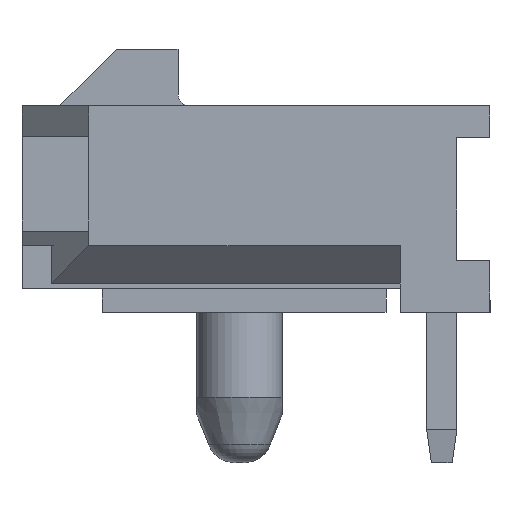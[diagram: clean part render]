
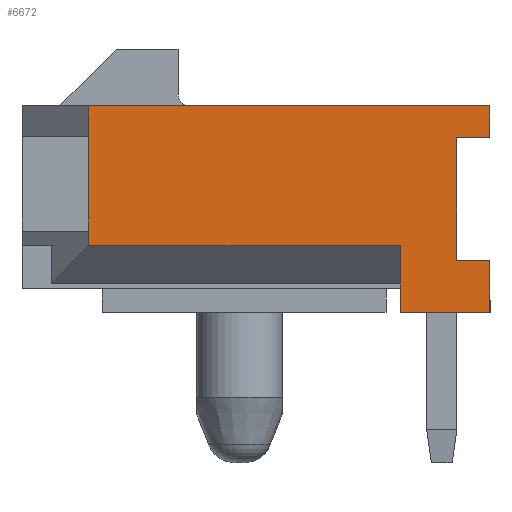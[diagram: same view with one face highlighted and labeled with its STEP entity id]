
A CAD part, left-side view. The second image highlights one B-rep face of the part: STEP entity #6672.
In plain terms, the highlighted face is planar.
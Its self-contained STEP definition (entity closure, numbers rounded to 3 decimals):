
#691=ORIENTED_EDGE('',*,*,#1749,.T.);
#692=ORIENTED_EDGE('',*,*,#1746,.T.);
#693=ORIENTED_EDGE('',*,*,#1743,.T.);
#694=ORIENTED_EDGE('',*,*,#1913,.F.);
#695=ORIENTED_EDGE('',*,*,#1916,.F.);
#696=ORIENTED_EDGE('',*,*,#1865,.F.);
#697=ORIENTED_EDGE('',*,*,#1877,.T.);
#698=ORIENTED_EDGE('',*,*,#1870,.F.);
#699=ORIENTED_EDGE('',*,*,#1814,.F.);
#700=ORIENTED_EDGE('',*,*,#1881,.T.);
#701=ORIENTED_EDGE('',*,*,#1891,.F.);
#702=ORIENTED_EDGE('',*,*,#1915,.F.);
#1743=EDGE_CURVE('',#2389,#2388,#2859,.T.);
#1746=EDGE_CURVE('',#2391,#2389,#2862,.T.);
#1749=EDGE_CURVE('',#2393,#2391,#2865,.T.);
#1814=EDGE_CURVE('',#2439,#2440,#2930,.T.);
#1865=EDGE_CURVE('',#2457,#2474,#2979,.T.);
#1870=EDGE_CURVE('',#2440,#2453,#2984,.T.);
#1877=EDGE_CURVE('',#2457,#2453,#2991,.T.);
#1881=EDGE_CURVE('',#2439,#2481,#2995,.T.);
#1891=EDGE_CURVE('',#2488,#2481,#3005,.T.);
#1913=EDGE_CURVE('',#2497,#2388,#3027,.T.);
#1915=EDGE_CURVE('',#2393,#2488,#3029,.T.);
#1916=EDGE_CURVE('',#2474,#2497,#3030,.T.);
#2388=VERTEX_POINT('',#8944);
#2389=VERTEX_POINT('',#8946);
#2391=VERTEX_POINT('',#8952);
#2393=VERTEX_POINT('',#8958);
#2439=VERTEX_POINT('',#9085);
#2440=VERTEX_POINT('',#9087);
#2453=VERTEX_POINT('',#9125);
#2457=VERTEX_POINT('',#9133);
#2474=VERTEX_POINT('',#9186);
#2481=VERTEX_POINT('',#9214);
#2488=VERTEX_POINT('',#9234);
#2497=VERTEX_POINT('',#9273);
#2859=LINE('',#8945,#3527);
#2862=LINE('',#8951,#3530);
#2865=LINE('',#8957,#3533);
#2930=LINE('',#9086,#3598);
#2979=LINE('',#9185,#3647);
#2984=LINE('',#9195,#3652);
#2991=LINE('',#9207,#3659);
#2995=LINE('',#9215,#3663);
#3005=LINE('',#9235,#3673);
#3027=LINE('',#9272,#3695);
#3029=LINE('',#9276,#3697);
#3030=LINE('',#9278,#3698);
#3527=VECTOR('',#7555,1000.);
#3530=VECTOR('',#7560,1000.);
#3533=VECTOR('',#7565,1000.);
#3598=VECTOR('',#7664,1000.);
#3647=VECTOR('',#7745,1000.);
#3652=VECTOR('',#7754,1000.);
#3659=VECTOR('',#7767,1000.);
#3663=VECTOR('',#7773,1000.);
#3673=VECTOR('',#7789,1000.);
#3695=VECTOR('',#7825,1000.);
#3697=VECTOR('',#7829,1000.);
#3698=VECTOR('',#7832,1000.);
#4068=EDGE_LOOP('',(#691,#692,#693,#694,#695,#696,#697,#698,#699,#700,#701,
#702));
#4338=FACE_BOUND('',#4068,.T.);
#4603=PLANE('',#6962);
#6672=ADVANCED_FACE('',(#4338),#4603,.F.);
#6962=AXIS2_PLACEMENT_3D('',#9277,#7830,#7831);
#7555=DIRECTION('',(0.,1.,0.));
#7560=DIRECTION('',(0.,0.,1.));
#7565=DIRECTION('',(0.,-1.,0.));
#7664=DIRECTION('',(0.,-1.,0.));
#7745=DIRECTION('',(0.,0.,1.));
#7754=DIRECTION('',(0.,0.,1.));
#7767=DIRECTION('',(0.,0.,-1.));
#7773=DIRECTION('',(0.,0.,-1.));
#7789=DIRECTION('',(0.,-1.,0.));
#7825=DIRECTION('',(0.,0.,-1.));
#7829=DIRECTION('',(0.,0.,-1.));
#7830=DIRECTION('',(-1.,0.,0.));
#7831=DIRECTION('',(0.,0.,1.));
#7832=DIRECTION('',(0.,1.,0.));
#8944=CARTESIAN_POINT('',(7.825,4.95,1.515));
#8945=CARTESIAN_POINT('',(7.825,4.25,1.515));
#8946=CARTESIAN_POINT('',(7.825,4.25,1.515));
#8951=CARTESIAN_POINT('',(7.825,4.25,-1.085));
#8952=CARTESIAN_POINT('',(7.825,4.25,-1.085));
#8957=CARTESIAN_POINT('',(7.825,4.95,-1.085));
#8958=CARTESIAN_POINT('',(7.825,4.95,-1.085));
#9085=CARTESIAN_POINT('',(7.825,3.05,-0.771));
#9086=CARTESIAN_POINT('',(7.825,3.05,-0.771));
#9087=CARTESIAN_POINT('',(7.825,-3.536,-0.771));
#9125=CARTESIAN_POINT('',(7.825,-3.536,-0.465));
#9133=CARTESIAN_POINT('',(7.825,-3.536,1.535));
#9185=CARTESIAN_POINT('',(7.825,-3.536,0.));
#9186=CARTESIAN_POINT('',(7.825,-3.536,2.185));
#9195=CARTESIAN_POINT('',(7.825,-3.536,0.));
#9207=CARTESIAN_POINT('',(7.825,-3.536,1.535));
#9214=CARTESIAN_POINT('',(7.825,3.05,-2.185));
#9215=CARTESIAN_POINT('',(7.825,3.05,-2.185));
#9234=CARTESIAN_POINT('',(7.825,4.95,-2.185));
#9235=CARTESIAN_POINT('',(7.825,4.95,-2.185));
#9272=CARTESIAN_POINT('',(7.825,4.95,2.185));
#9273=CARTESIAN_POINT('',(7.825,4.95,2.185));
#9276=CARTESIAN_POINT('',(7.825,4.95,2.185));
#9277=CARTESIAN_POINT('',(7.825,0.,0.));
#9278=CARTESIAN_POINT('',(7.825,-4.95,2.185));
